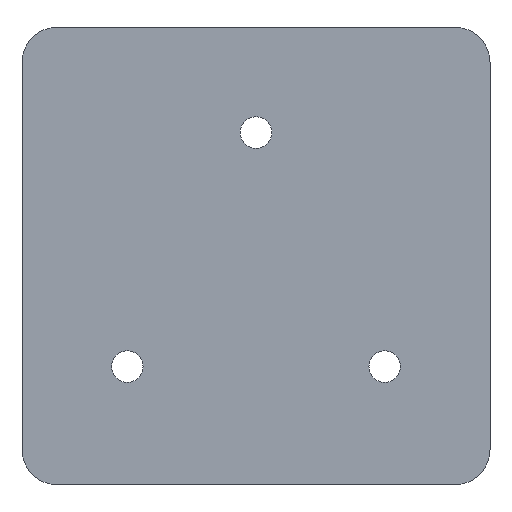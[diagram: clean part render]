
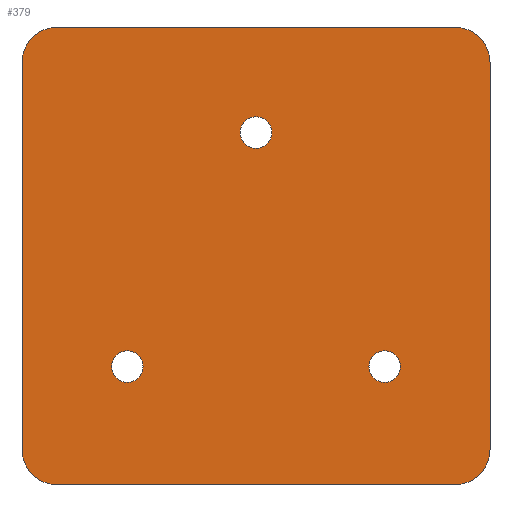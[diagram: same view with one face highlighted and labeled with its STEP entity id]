
A CAD part, front view. The second image highlights one B-rep face of the part: STEP entity #379.
In plain terms, the highlighted planar face has unit normal (0, -1, 0).
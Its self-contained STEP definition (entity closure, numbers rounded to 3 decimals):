
#15=FACE_BOUND('',#67,.T.);
#16=FACE_BOUND('',#68,.T.);
#17=FACE_BOUND('',#69,.T.);
#28=PLANE('',#408);
#41=FACE_OUTER_BOUND('',#66,.T.);
#66=EDGE_LOOP('',(#270,#271,#272,#273,#274,#275,#276,#277));
#67=EDGE_LOOP('',(#278));
#68=EDGE_LOOP('',(#279));
#69=EDGE_LOOP('',(#280));
#103=LINE('',#596,#128);
#106=LINE('',#602,#131);
#107=LINE('',#606,#132);
#108=LINE('',#610,#133);
#128=VECTOR('',#467,10.);
#131=VECTOR('',#472,10.);
#132=VECTOR('',#475,10.);
#133=VECTOR('',#478,10.);
#152=CIRCLE('',#406,3.);
#153=CIRCLE('',#409,3.);
#154=CIRCLE('',#410,3.);
#155=CIRCLE('',#411,3.);
#156=CIRCLE('',#412,1.35);
#157=CIRCLE('',#413,1.35);
#158=CIRCLE('',#414,1.35);
#179=VERTEX_POINT('',#589);
#180=VERTEX_POINT('',#591);
#181=VERTEX_POINT('',#595);
#183=VERTEX_POINT('',#601);
#184=VERTEX_POINT('',#603);
#185=VERTEX_POINT('',#605);
#186=VERTEX_POINT('',#607);
#187=VERTEX_POINT('',#609);
#188=VERTEX_POINT('',#612);
#189=VERTEX_POINT('',#614);
#190=VERTEX_POINT('',#616);
#213=EDGE_CURVE('',#179,#180,#152,.T.);
#215=EDGE_CURVE('',#180,#181,#103,.T.);
#218=EDGE_CURVE('',#183,#179,#106,.T.);
#219=EDGE_CURVE('',#184,#183,#153,.T.);
#220=EDGE_CURVE('',#185,#184,#107,.T.);
#221=EDGE_CURVE('',#186,#185,#154,.T.);
#222=EDGE_CURVE('',#187,#186,#108,.T.);
#223=EDGE_CURVE('',#181,#187,#155,.T.);
#224=EDGE_CURVE('',#188,#188,#156,.T.);
#225=EDGE_CURVE('',#189,#189,#157,.T.);
#226=EDGE_CURVE('',#190,#190,#158,.T.);
#270=ORIENTED_EDGE('',*,*,#213,.F.);
#271=ORIENTED_EDGE('',*,*,#218,.F.);
#272=ORIENTED_EDGE('',*,*,#219,.F.);
#273=ORIENTED_EDGE('',*,*,#220,.F.);
#274=ORIENTED_EDGE('',*,*,#221,.F.);
#275=ORIENTED_EDGE('',*,*,#222,.F.);
#276=ORIENTED_EDGE('',*,*,#223,.F.);
#277=ORIENTED_EDGE('',*,*,#215,.F.);
#278=ORIENTED_EDGE('',*,*,#224,.T.);
#279=ORIENTED_EDGE('',*,*,#225,.T.);
#280=ORIENTED_EDGE('',*,*,#226,.T.);
#379=ADVANCED_FACE('',(#41,#15,#16,#17),#28,.F.);
#406=AXIS2_PLACEMENT_3D('',#592,#462,#463);
#408=AXIS2_PLACEMENT_3D('',#600,#470,#471);
#409=AXIS2_PLACEMENT_3D('',#604,#473,#474);
#410=AXIS2_PLACEMENT_3D('',#608,#476,#477);
#411=AXIS2_PLACEMENT_3D('',#611,#479,#480);
#412=AXIS2_PLACEMENT_3D('',#613,#481,#482);
#413=AXIS2_PLACEMENT_3D('',#615,#483,#484);
#414=AXIS2_PLACEMENT_3D('',#617,#485,#486);
#462=DIRECTION('center_axis',(0.,1.,0.));
#463=DIRECTION('ref_axis',(0.707,0.,-0.707));
#467=DIRECTION('',(-1.,0.,0.));
#470=DIRECTION('center_axis',(0.,1.,0.));
#471=DIRECTION('ref_axis',(1.,0.,0.));
#472=DIRECTION('',(0.,0.,-1.));
#473=DIRECTION('center_axis',(0.,1.,0.));
#474=DIRECTION('ref_axis',(0.707,0.,0.707));
#475=DIRECTION('',(1.,0.,0.));
#476=DIRECTION('center_axis',(0.,1.,0.));
#477=DIRECTION('ref_axis',(-0.707,0.,0.707));
#478=DIRECTION('',(0.,0.,1.));
#479=DIRECTION('center_axis',(0.,1.,0.));
#480=DIRECTION('ref_axis',(-0.707,0.,-0.707));
#481=DIRECTION('center_axis',(0.,1.,0.));
#482=DIRECTION('ref_axis',(-1.,0.,0.));
#483=DIRECTION('center_axis',(0.,1.,0.));
#484=DIRECTION('ref_axis',(-1.,0.,0.));
#485=DIRECTION('center_axis',(0.,1.,0.));
#486=DIRECTION('ref_axis',(-1.,0.,0.));
#589=CARTESIAN_POINT('',(40.,0.,-36.1));
#591=CARTESIAN_POINT('',(37.,0.,-39.1));
#592=CARTESIAN_POINT('Origin',(37.,0.,-36.1));
#595=CARTESIAN_POINT('',(3.,0.,-39.1));
#596=CARTESIAN_POINT('',(40.,0.,-39.1));
#600=CARTESIAN_POINT('Origin',(20.,0.,-19.55));
#601=CARTESIAN_POINT('',(40.,0.,-3.));
#602=CARTESIAN_POINT('',(40.,0.,0.));
#603=CARTESIAN_POINT('',(37.,0.,0.));
#604=CARTESIAN_POINT('Origin',(37.,0.,-3.));
#605=CARTESIAN_POINT('',(3.,0.,0.));
#606=CARTESIAN_POINT('',(0.,0.,0.));
#607=CARTESIAN_POINT('',(0.,0.,-3.));
#608=CARTESIAN_POINT('Origin',(3.,0.,-3.));
#609=CARTESIAN_POINT('',(0.,0.,-36.1));
#610=CARTESIAN_POINT('',(0.,0.,-39.1));
#611=CARTESIAN_POINT('Origin',(3.,0.,-36.1));
#612=CARTESIAN_POINT('',(10.35,0.,-29.));
#613=CARTESIAN_POINT('Origin',(9.,0.,-29.));
#614=CARTESIAN_POINT('',(21.35,0.,-9.));
#615=CARTESIAN_POINT('Origin',(20.,0.,-9.));
#616=CARTESIAN_POINT('',(32.35,0.,-29.));
#617=CARTESIAN_POINT('Origin',(31.,0.,-29.));
